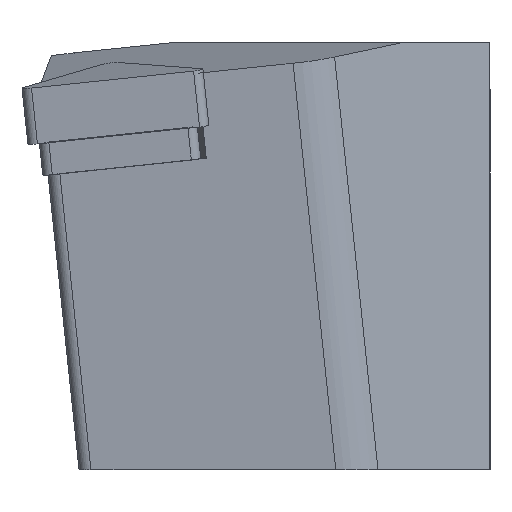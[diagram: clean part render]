
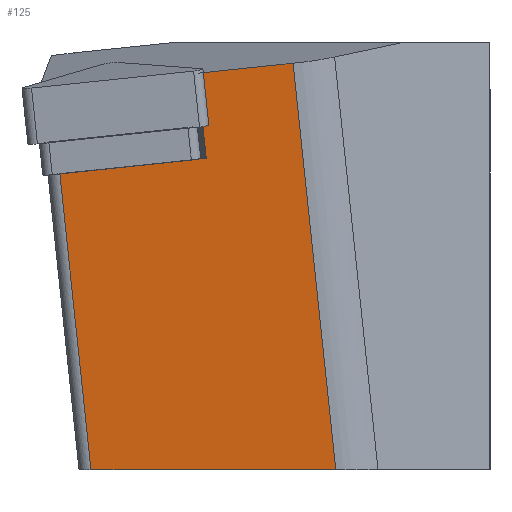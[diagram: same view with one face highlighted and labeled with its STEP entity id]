
A CAD part, left-side view. The second image highlights one B-rep face of the part: STEP entity #125.
In plain terms, the highlighted planar face has unit normal (-0.995, -0.011, -0.104).
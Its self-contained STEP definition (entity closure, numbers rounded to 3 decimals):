
#125=ADVANCED_FACE('',(#187),#159,.T.);
#159=PLANE('',#747);
#187=FACE_OUTER_BOUND('',#222,.T.);
#222=EDGE_LOOP('',(#462,#463,#464,#465,#466,#467,#468));
#243=LINE('',#962,#315);
#253=LINE('',#984,#325);
#267=LINE('',#1015,#339);
#273=LINE('',#1031,#345);
#285=LINE('',#1054,#357);
#286=LINE('',#1055,#358);
#287=LINE('',#1056,#359);
#315=VECTOR('',#784,1.);
#325=VECTOR('',#798,1.);
#339=VECTOR('',#822,1.);
#345=VECTOR('',#836,1.);
#357=VECTOR('',#862,1.);
#358=VECTOR('',#863,1.);
#359=VECTOR('',#864,1.);
#462=ORIENTED_EDGE('',*,*,#670,.T.);
#463=ORIENTED_EDGE('',*,*,#650,.F.);
#464=ORIENTED_EDGE('',*,*,#658,.F.);
#465=ORIENTED_EDGE('',*,*,#671,.T.);
#466=ORIENTED_EDGE('',*,*,#634,.F.);
#467=ORIENTED_EDGE('',*,*,#672,.F.);
#468=ORIENTED_EDGE('',*,*,#624,.T.);
#565=VERTEX_POINT('',#960);
#567=VERTEX_POINT('',#963);
#575=VERTEX_POINT('',#982);
#577=VERTEX_POINT('',#985);
#588=VERTEX_POINT('',#1014);
#589=VERTEX_POINT('',#1016);
#594=VERTEX_POINT('',#1030);
#624=EDGE_CURVE('',#567,#565,#243,.T.);
#634=EDGE_CURVE('',#575,#577,#253,.T.);
#650=EDGE_CURVE('',#588,#589,#267,.T.);
#658=EDGE_CURVE('',#594,#588,#273,.T.);
#670=EDGE_CURVE('',#565,#589,#285,.T.);
#671=EDGE_CURVE('',#594,#577,#286,.T.);
#672=EDGE_CURVE('',#567,#575,#287,.T.);
#747=AXIS2_PLACEMENT_3D('',#1057,#865,#866);
#784=DIRECTION('',(0.,0.995,-0.105));
#798=DIRECTION('',(0.,-0.995,0.105));
#822=DIRECTION('',(-0.105,0.104,0.989));
#836=DIRECTION('',(-0.011,1.,0.));
#862=DIRECTION('',(0.,0.995,-0.105));
#863=DIRECTION('',(-0.105,0.104,0.989));
#864=DIRECTION('',(-0.105,0.104,0.989));
#865=DIRECTION('',(-0.995,-0.011,-0.104));
#866=DIRECTION('',(-0.104,0.,0.995));
#960=CARTESIAN_POINT('',(-133.062,-4.182,6.655));
#962=CARTESIAN_POINT('',(-133.062,-12.982,7.58));
#963=CARTESIAN_POINT('',(-133.062,-4.919,6.732));
#982=CARTESIAN_POINT('',(-133.819,-4.167,13.893));
#984=CARTESIAN_POINT('',(-133.819,11.157,12.283));
#985=CARTESIAN_POINT('',(-133.819,-12.229,14.74));
#1014=CARTESIAN_POINT('',(-130.427,4.8,-19.5));
#1015=CARTESIAN_POINT('',(-158.168,32.389,242.99));
#1016=CARTESIAN_POINT('',(-133.062,7.421,5.435));
#1030=CARTESIAN_POINT('',(-130.2,-15.828,-19.5));
#1031=CARTESIAN_POINT('',(-130.498,11.225,-19.5));
#1054=CARTESIAN_POINT('',(-133.062,-12.982,7.58));
#1055=CARTESIAN_POINT('',(-158.168,11.986,245.134));
#1056=CARTESIAN_POINT('',(-158.168,20.049,244.287));
#1057=CARTESIAN_POINT('',(-158.168,11.986,245.134));
